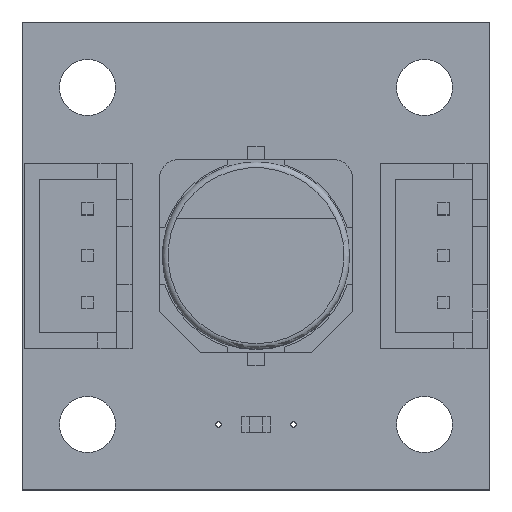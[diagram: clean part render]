
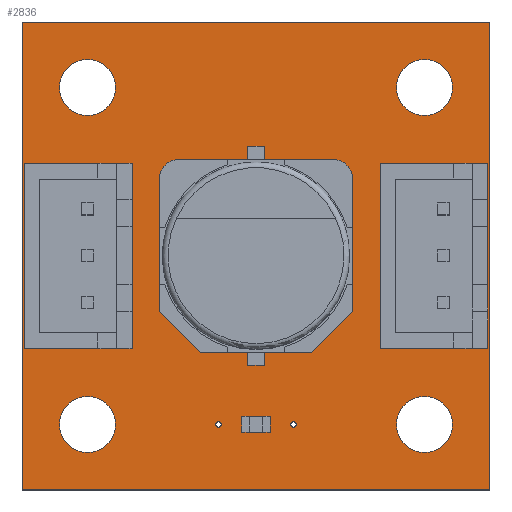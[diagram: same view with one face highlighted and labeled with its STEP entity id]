
A CAD part, top view. The second image highlights one B-rep face of the part: STEP entity #2836.
In plain terms, the highlighted planar face has unit normal (0, 0, 1).
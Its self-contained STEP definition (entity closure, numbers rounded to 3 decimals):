
#73=FACE_BOUND('',#383,.T.);
#74=FACE_BOUND('',#384,.T.);
#75=FACE_BOUND('',#385,.T.);
#76=FACE_BOUND('',#386,.T.);
#77=FACE_BOUND('',#387,.T.);
#78=FACE_BOUND('',#388,.T.);
#79=FACE_BOUND('',#389,.T.);
#80=FACE_BOUND('',#390,.T.);
#81=FACE_BOUND('',#391,.T.);
#82=FACE_BOUND('',#392,.T.);
#83=FACE_BOUND('',#393,.T.);
#84=FACE_BOUND('',#394,.T.);
#111=PLANE('',#3081);
#237=FACE_OUTER_BOUND('',#382,.T.);
#382=EDGE_LOOP('',(#1962,#1963,#1964,#1965));
#383=EDGE_LOOP('',(#1966));
#384=EDGE_LOOP('',(#1967));
#385=EDGE_LOOP('',(#1968));
#386=EDGE_LOOP('',(#1969));
#387=EDGE_LOOP('',(#1970));
#388=EDGE_LOOP('',(#1971));
#389=EDGE_LOOP('',(#1972));
#390=EDGE_LOOP('',(#1973));
#391=EDGE_LOOP('',(#1974));
#392=EDGE_LOOP('',(#1975));
#393=EDGE_LOOP('',(#1976));
#394=EDGE_LOOP('',(#1977));
#559=LINE('',#4162,#869);
#562=LINE('',#4168,#872);
#565=LINE('',#4174,#875);
#568=LINE('',#4178,#878);
#869=VECTOR('',#3376,10.);
#872=VECTOR('',#3381,10.);
#875=VECTOR('',#3386,10.);
#878=VECTOR('',#3391,10.);
#1166=CIRCLE('',#3043,0.45);
#1168=CIRCLE('',#3046,0.45);
#1170=CIRCLE('',#3049,0.45);
#1172=CIRCLE('',#3052,1.5);
#1174=CIRCLE('',#3055,1.5);
#1176=CIRCLE('',#3058,0.15);
#1178=CIRCLE('',#3061,1.5);
#1180=CIRCLE('',#3064,1.5);
#1182=CIRCLE('',#3067,0.15);
#1184=CIRCLE('',#3070,0.45);
#1186=CIRCLE('',#3073,0.45);
#1188=CIRCLE('',#3076,0.45);
#1246=VERTEX_POINT('',#4086);
#1248=VERTEX_POINT('',#4092);
#1250=VERTEX_POINT('',#4098);
#1252=VERTEX_POINT('',#4104);
#1254=VERTEX_POINT('',#4110);
#1256=VERTEX_POINT('',#4116);
#1258=VERTEX_POINT('',#4122);
#1260=VERTEX_POINT('',#4128);
#1262=VERTEX_POINT('',#4134);
#1264=VERTEX_POINT('',#4140);
#1266=VERTEX_POINT('',#4146);
#1268=VERTEX_POINT('',#4152);
#1271=VERTEX_POINT('',#4159);
#1272=VERTEX_POINT('',#4161);
#1274=VERTEX_POINT('',#4167);
#1276=VERTEX_POINT('',#4173);
#1510=EDGE_CURVE('',#1246,#1246,#1166,.T.);
#1513=EDGE_CURVE('',#1248,#1248,#1168,.T.);
#1516=EDGE_CURVE('',#1250,#1250,#1170,.T.);
#1519=EDGE_CURVE('',#1252,#1252,#1172,.T.);
#1522=EDGE_CURVE('',#1254,#1254,#1174,.T.);
#1525=EDGE_CURVE('',#1256,#1256,#1176,.T.);
#1528=EDGE_CURVE('',#1258,#1258,#1178,.T.);
#1531=EDGE_CURVE('',#1260,#1260,#1180,.T.);
#1534=EDGE_CURVE('',#1262,#1262,#1182,.T.);
#1537=EDGE_CURVE('',#1264,#1264,#1184,.T.);
#1540=EDGE_CURVE('',#1266,#1266,#1186,.T.);
#1543=EDGE_CURVE('',#1268,#1268,#1188,.T.);
#1546=EDGE_CURVE('',#1272,#1271,#559,.T.);
#1549=EDGE_CURVE('',#1274,#1272,#562,.T.);
#1552=EDGE_CURVE('',#1276,#1274,#565,.T.);
#1555=EDGE_CURVE('',#1271,#1276,#568,.T.);
#1962=ORIENTED_EDGE('',*,*,#1555,.T.);
#1963=ORIENTED_EDGE('',*,*,#1552,.T.);
#1964=ORIENTED_EDGE('',*,*,#1549,.T.);
#1965=ORIENTED_EDGE('',*,*,#1546,.T.);
#1966=ORIENTED_EDGE('',*,*,#1510,.T.);
#1967=ORIENTED_EDGE('',*,*,#1513,.T.);
#1968=ORIENTED_EDGE('',*,*,#1516,.T.);
#1969=ORIENTED_EDGE('',*,*,#1519,.T.);
#1970=ORIENTED_EDGE('',*,*,#1522,.T.);
#1971=ORIENTED_EDGE('',*,*,#1525,.T.);
#1972=ORIENTED_EDGE('',*,*,#1528,.T.);
#1973=ORIENTED_EDGE('',*,*,#1531,.T.);
#1974=ORIENTED_EDGE('',*,*,#1534,.T.);
#1975=ORIENTED_EDGE('',*,*,#1537,.T.);
#1976=ORIENTED_EDGE('',*,*,#1540,.T.);
#1977=ORIENTED_EDGE('',*,*,#1543,.T.);
#2836=ADVANCED_FACE('',(#237,#73,#74,#75,#76,#77,#78,#79,#80,#81,#82,#83,
#84),#111,.T.);
#3043=AXIS2_PLACEMENT_3D('',#4088,#3293,#3294);
#3046=AXIS2_PLACEMENT_3D('',#4094,#3300,#3301);
#3049=AXIS2_PLACEMENT_3D('',#4100,#3307,#3308);
#3052=AXIS2_PLACEMENT_3D('',#4106,#3314,#3315);
#3055=AXIS2_PLACEMENT_3D('',#4112,#3321,#3322);
#3058=AXIS2_PLACEMENT_3D('',#4118,#3328,#3329);
#3061=AXIS2_PLACEMENT_3D('',#4124,#3335,#3336);
#3064=AXIS2_PLACEMENT_3D('',#4130,#3342,#3343);
#3067=AXIS2_PLACEMENT_3D('',#4136,#3349,#3350);
#3070=AXIS2_PLACEMENT_3D('',#4142,#3356,#3357);
#3073=AXIS2_PLACEMENT_3D('',#4148,#3363,#3364);
#3076=AXIS2_PLACEMENT_3D('',#4154,#3370,#3371);
#3081=AXIS2_PLACEMENT_3D('',#4179,#3392,#3393);
#3293=DIRECTION('center_axis',(0.,0.,-1.));
#3294=DIRECTION('ref_axis',(1.,0.,0.));
#3300=DIRECTION('center_axis',(0.,0.,-1.));
#3301=DIRECTION('ref_axis',(1.,0.,0.));
#3307=DIRECTION('center_axis',(0.,0.,-1.));
#3308=DIRECTION('ref_axis',(1.,0.,0.));
#3314=DIRECTION('center_axis',(0.,0.,-1.));
#3315=DIRECTION('ref_axis',(1.,0.,0.));
#3321=DIRECTION('center_axis',(0.,0.,-1.));
#3322=DIRECTION('ref_axis',(1.,0.,0.));
#3328=DIRECTION('center_axis',(0.,0.,-1.));
#3329=DIRECTION('ref_axis',(1.,0.,0.));
#3335=DIRECTION('center_axis',(0.,0.,-1.));
#3336=DIRECTION('ref_axis',(1.,0.,0.));
#3342=DIRECTION('center_axis',(0.,0.,-1.));
#3343=DIRECTION('ref_axis',(1.,0.,0.));
#3349=DIRECTION('center_axis',(0.,0.,-1.));
#3350=DIRECTION('ref_axis',(1.,0.,0.));
#3356=DIRECTION('center_axis',(0.,0.,-1.));
#3357=DIRECTION('ref_axis',(1.,0.,0.));
#3363=DIRECTION('center_axis',(0.,0.,-1.));
#3364=DIRECTION('ref_axis',(1.,0.,0.));
#3370=DIRECTION('center_axis',(0.,0.,-1.));
#3371=DIRECTION('ref_axis',(1.,0.,0.));
#3376=DIRECTION('',(-1.,0.,0.));
#3381=DIRECTION('',(0.,1.,0.));
#3386=DIRECTION('',(1.,0.,0.));
#3391=DIRECTION('',(0.,-1.,0.));
#3392=DIRECTION('center_axis',(0.,0.,1.));
#3393=DIRECTION('ref_axis',(1.,0.,0.));
#4086=CARTESIAN_POINT('',(22.05,12.5,1.57));
#4088=CARTESIAN_POINT('Origin',(22.5,12.5,1.57));
#4092=CARTESIAN_POINT('',(3.05,10.,1.57));
#4094=CARTESIAN_POINT('Origin',(3.5,10.,1.57));
#4098=CARTESIAN_POINT('',(3.05,15.,1.57));
#4100=CARTESIAN_POINT('Origin',(3.5,15.,1.57));
#4104=CARTESIAN_POINT('',(20.,3.5,1.57));
#4106=CARTESIAN_POINT('Origin',(21.5,3.5,1.57));
#4110=CARTESIAN_POINT('',(2.,21.5,1.57));
#4112=CARTESIAN_POINT('Origin',(3.5,21.5,1.57));
#4116=CARTESIAN_POINT('',(14.35,3.5,1.57));
#4118=CARTESIAN_POINT('Origin',(14.5,3.5,1.57));
#4122=CARTESIAN_POINT('',(2.,3.5,1.57));
#4124=CARTESIAN_POINT('Origin',(3.5,3.5,1.57));
#4128=CARTESIAN_POINT('',(20.,21.5,1.57));
#4130=CARTESIAN_POINT('Origin',(21.5,21.5,1.57));
#4134=CARTESIAN_POINT('',(10.35,3.5,1.57));
#4136=CARTESIAN_POINT('Origin',(10.5,3.5,1.57));
#4140=CARTESIAN_POINT('',(3.05,12.5,1.57));
#4142=CARTESIAN_POINT('Origin',(3.5,12.5,1.57));
#4146=CARTESIAN_POINT('',(22.05,15.,1.57));
#4148=CARTESIAN_POINT('Origin',(22.5,15.,1.57));
#4152=CARTESIAN_POINT('',(22.05,10.,1.57));
#4154=CARTESIAN_POINT('Origin',(22.5,10.,1.57));
#4159=CARTESIAN_POINT('',(0.,25.,1.57));
#4161=CARTESIAN_POINT('',(25.,25.,1.57));
#4162=CARTESIAN_POINT('',(25.,25.,1.57));
#4167=CARTESIAN_POINT('',(25.,0.,1.57));
#4168=CARTESIAN_POINT('',(25.,0.,1.57));
#4173=CARTESIAN_POINT('',(0.,0.,1.57));
#4174=CARTESIAN_POINT('',(0.,0.,1.57));
#4178=CARTESIAN_POINT('',(0.,25.,1.57));
#4179=CARTESIAN_POINT('Origin',(12.5,12.5,1.57));
